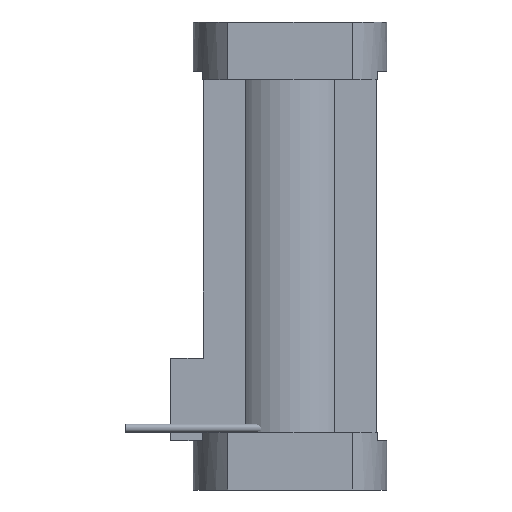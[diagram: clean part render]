
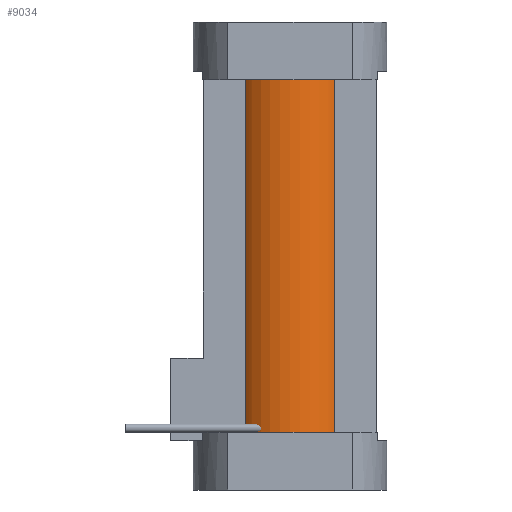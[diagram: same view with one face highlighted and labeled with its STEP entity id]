
A CAD part, left-side view. The second image highlights one B-rep face of the part: STEP entity #9034.
In plain terms, the highlighted cylindrical face has radius 7.4 mm (diameter 14.8 mm), a partial arc.
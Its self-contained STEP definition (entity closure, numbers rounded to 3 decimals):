
#1846 = DIRECTION ( 'NONE',  ( 1., 0., 0. ) ) ;
#1847 = DIRECTION ( 'NONE',  ( 0., 0., 1. ) ) ;
#1848 = CARTESIAN_POINT ( 'NONE',  ( 0., 0., 6. ) ) ;
#1878 = AXIS2_PLACEMENT_3D ( 'NONE', #1848, #1847, #1846 ) ;
#1882 = CIRCLE ( 'NONE', #1878, 7.4 ) ;
#2005 = VECTOR ( 'NONE', #2018, 1000. ) ;
#2013 = CIRCLE ( 'NONE', #2048, 7.4 ) ;
#2018 = DIRECTION ( 'NONE',  ( 0., 0., -1. ) ) ;
#2026 = LINE ( 'NONE', #2034, #2005 ) ;
#2031 = DIRECTION ( 'NONE',  ( 1., 0., 0. ) ) ;
#2032 = DIRECTION ( 'NONE',  ( 0., 0., 1. ) ) ;
#2033 = CARTESIAN_POINT ( 'NONE',  ( 0., 0., 6. ) ) ;
#2034 = CARTESIAN_POINT ( 'NONE',  ( -5., 5.455, -14.93 ) ) ;
#2048 = AXIS2_PLACEMENT_3D ( 'NONE', #2033, #2032, #2031 ) ;
#3157 = CARTESIAN_POINT ( 'NONE',  ( -5.821, -4.569, 50.8 ) ) ;
#3301 = CARTESIAN_POINT ( 'NONE',  ( -5.272, -5.193, 50.8 ) ) ;
#4641 = CARTESIAN_POINT ( 'NONE',  ( -5., 5.455, 6. ) ) ;
#4651 = DIRECTION ( 'NONE',  ( 1., 0., 0. ) ) ;
#4652 = DIRECTION ( 'NONE',  ( 0., 0., 1. ) ) ;
#4655 = AXIS2_PLACEMENT_3D ( 'NONE', #4680, #4652, #4651 ) ;
#4660 = CIRCLE ( 'NONE', #4655, 7.4 ) ;
#4680 = CARTESIAN_POINT ( 'NONE',  ( 0., 0., 50.8 ) ) ;
#4686 = CARTESIAN_POINT ( 'NONE',  ( -5., 5.455, 50.8 ) ) ;
#4722 = DIRECTION ( 'NONE',  ( 1., 0., 0. ) ) ;
#4723 = DIRECTION ( 'NONE',  ( 0., 0., 1. ) ) ;
#4724 = CARTESIAN_POINT ( 'NONE',  ( -5., -5.455, 50.8 ) ) ;
#4725 = CARTESIAN_POINT ( 'NONE',  ( -5.272, 5.193, 50.8 ) ) ;
#4732 = CARTESIAN_POINT ( 'NONE',  ( -5.821, 4.569, 50.8 ) ) ;
#4736 = CARTESIAN_POINT ( 'NONE',  ( 0., 0., 50.8 ) ) ;
#4740 = CIRCLE ( 'NONE', #4744, 7.4 ) ;
#4744 = AXIS2_PLACEMENT_3D ( 'NONE', #4736, #4723, #4722 ) ;
#4751 = AXIS2_PLACEMENT_3D ( 'NONE', #4838, #4837, #4836 ) ;
#4755 = DIRECTION ( 'NONE',  ( 1., 0., 0. ) ) ;
#4756 = DIRECTION ( 'NONE',  ( 0., 0., 1. ) ) ;
#4757 = CARTESIAN_POINT ( 'NONE',  ( 0., 0., 50.8 ) ) ;
#4758 = AXIS2_PLACEMENT_3D ( 'NONE', #4757, #4756, #4755 ) ;
#4759 = CARTESIAN_POINT ( 'NONE',  ( -5.821, 4.569, 6. ) ) ;
#4761 = CARTESIAN_POINT ( 'NONE',  ( -5.272, 5.193, 6. ) ) ;
#4762 = CARTESIAN_POINT ( 'NONE',  ( 0., 0., -14.93 ) ) ;
#4766 = CIRCLE ( 'NONE', #4758, 7.4 ) ;
#4767 = CIRCLE ( 'NONE', #4751, 7.4 ) ;
#4830 = DIRECTION ( 'NONE',  ( 1., 0., 0. ) ) ;
#4831 = DIRECTION ( 'NONE',  ( 0., 0., 1. ) ) ;
#4834 = AXIS2_PLACEMENT_3D ( 'NONE', #4762, #4831, #4830 ) ;
#4835 = FACE_OUTER_BOUND ( 'NONE', #9028, .T. ) ;
#4836 = DIRECTION ( 'NONE',  ( 1., 0., 0. ) ) ;
#4837 = DIRECTION ( 'NONE',  ( 0., 0., 1. ) ) ;
#4838 = CARTESIAN_POINT ( 'NONE',  ( 0., 0., 50.8 ) ) ;
#4842 = CYLINDRICAL_SURFACE ( 'NONE', #4834, 7.4 ) ;
#5016 = DIRECTION ( 'NONE',  ( 0., 0., 1. ) ) ;
#5017 = VECTOR ( 'NONE', #5016, 1000. ) ;
#5018 = CARTESIAN_POINT ( 'NONE',  ( -5., -5.455, -14.93 ) ) ;
#5019 = LINE ( 'NONE', #5018, #5017 ) ;
#5027 = CIRCLE ( 'NONE', #5059, 7.4 ) ;
#5056 = DIRECTION ( 'NONE',  ( 1., 0., 0. ) ) ;
#5057 = DIRECTION ( 'NONE',  ( 0., 0., 1. ) ) ;
#5058 = CARTESIAN_POINT ( 'NONE',  ( 0., 0., 50.8 ) ) ;
#5059 = AXIS2_PLACEMENT_3D ( 'NONE', #5058, #5057, #5056 ) ;
#5423 = VERTEX_POINT ( 'NONE', #9230 ) ;
#5444 = VERTEX_POINT ( 'NONE', #9219 ) ;
#5459 = EDGE_CURVE ( 'NONE', #9032, #5444, #9302, .T. ) ;
#5474 = EDGE_CURVE ( 'NONE', #5423, #5475, #9389, .T. ) ;
#5475 = VERTEX_POINT ( 'NONE', #9388 ) ;
#5489 = EDGE_CURVE ( 'NONE', #8918, #9031, #9335, .T. ) ;
#6816 = ORIENTED_EDGE ( 'NONE', *, *, #6820, .T. ) ;
#6820 = EDGE_CURVE ( 'NONE', #5444, #5423, #1882, .T. ) ;
#6839 = ORIENTED_EDGE ( 'NONE', *, *, #5459, .T. ) ;
#6853 = ORIENTED_EDGE ( 'NONE', *, *, #6857, .T. ) ;
#6855 = ORIENTED_EDGE ( 'NONE', *, *, #5489, .T. ) ;
#6857 = EDGE_CURVE ( 'NONE', #8997, #8918, #2026, .T. ) ;
#6878 = EDGE_CURVE ( 'NONE', #9031, #9032, #2013, .T. ) ;
#6882 = ORIENTED_EDGE ( 'NONE', *, *, #6878, .T. ) ;
#8091 = VERTEX_POINT ( 'NONE', #3157 ) ;
#8183 = VERTEX_POINT ( 'NONE', #3301 ) ;
#8918 = VERTEX_POINT ( 'NONE', #4641 ) ;
#8986 = EDGE_CURVE ( 'NONE', #8997, #8988, #4740, .T. ) ;
#8988 = VERTEX_POINT ( 'NONE', #4725 ) ;
#8989 = VERTEX_POINT ( 'NONE', #4724 ) ;
#8991 = ORIENTED_EDGE ( 'NONE', *, *, #8986, .F. ) ;
#8992 = ORIENTED_EDGE ( 'NONE', *, *, #9139, .T. ) ;
#8996 = ORIENTED_EDGE ( 'NONE', *, *, #5474, .T. ) ;
#8997 = VERTEX_POINT ( 'NONE', #4686 ) ;
#8999 = ORIENTED_EDGE ( 'NONE', *, *, #9141, .F. ) ;
#9000 = ORIENTED_EDGE ( 'NONE', *, *, #9033, .F. ) ;
#9001 = EDGE_CURVE ( 'NONE', #9002, #8091, #4660, .T. ) ;
#9002 = VERTEX_POINT ( 'NONE', #4732 ) ;
#9026 = ORIENTED_EDGE ( 'NONE', *, *, #9029, .F. ) ;
#9028 = EDGE_LOOP ( 'NONE', ( #8996, #8992, #9026, #9000, #9140, #8999, #8991, #6853, #6855, #6882, #6839, #6816 ) ) ;
#9029 = EDGE_CURVE ( 'NONE', #8183, #8989, #4766, .T. ) ;
#9031 = VERTEX_POINT ( 'NONE', #4761 ) ;
#9032 = VERTEX_POINT ( 'NONE', #4759 ) ;
#9033 = EDGE_CURVE ( 'NONE', #8091, #8183, #4767, .T. ) ;
#9034 = ADVANCED_FACE ( 'NONE', ( #4835 ), #4842, .T. ) ;
#9139 = EDGE_CURVE ( 'NONE', #5475, #8989, #5019, .T. ) ;
#9140 = ORIENTED_EDGE ( 'NONE', *, *, #9001, .F. ) ;
#9141 = EDGE_CURVE ( 'NONE', #8988, #9002, #5027, .T. ) ;
#9219 = CARTESIAN_POINT ( 'NONE',  ( -5.821, -4.569, 6. ) ) ;
#9230 = CARTESIAN_POINT ( 'NONE',  ( -5.272, -5.193, 6. ) ) ;
#9299 = DIRECTION ( 'NONE',  ( 1., 0., 0. ) ) ;
#9300 = DIRECTION ( 'NONE',  ( 0., 0., 1. ) ) ;
#9301 = CARTESIAN_POINT ( 'NONE',  ( 0., 0., 6. ) ) ;
#9302 = CIRCLE ( 'NONE', #9308, 7.4 ) ;
#9308 = AXIS2_PLACEMENT_3D ( 'NONE', #9301, #9300, #9299 ) ;
#9327 = DIRECTION ( 'NONE',  ( 1., 0., 0. ) ) ;
#9328 = DIRECTION ( 'NONE',  ( 0., 0., 1. ) ) ;
#9332 = CARTESIAN_POINT ( 'NONE',  ( 0., 0., 6. ) ) ;
#9335 = CIRCLE ( 'NONE', #9390, 7.4 ) ;
#9379 = DIRECTION ( 'NONE',  ( 1., 0., 0. ) ) ;
#9380 = DIRECTION ( 'NONE',  ( 0., 0., 1. ) ) ;
#9381 = CARTESIAN_POINT ( 'NONE',  ( 0., 0., 6. ) ) ;
#9382 = AXIS2_PLACEMENT_3D ( 'NONE', #9381, #9380, #9379 ) ;
#9388 = CARTESIAN_POINT ( 'NONE',  ( -5., -5.455, 6. ) ) ;
#9389 = CIRCLE ( 'NONE', #9382, 7.4 ) ;
#9390 = AXIS2_PLACEMENT_3D ( 'NONE', #9332, #9328, #9327 ) ;
